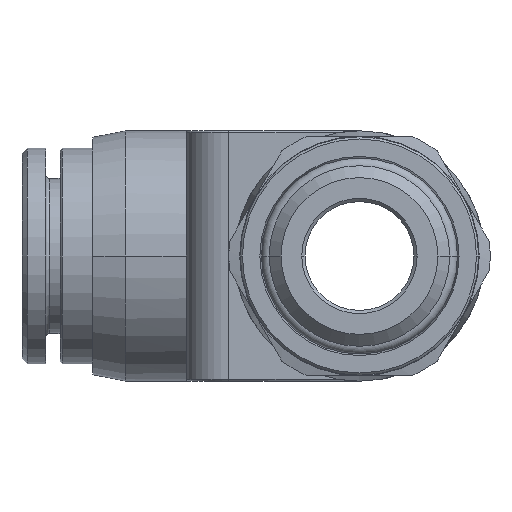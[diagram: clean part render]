
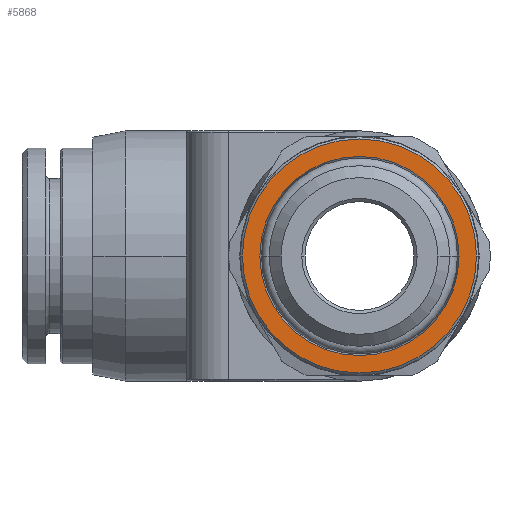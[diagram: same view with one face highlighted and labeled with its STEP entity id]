
A CAD part, front view. The second image highlights one B-rep face of the part: STEP entity #5868.
In plain terms, the highlighted planar face has unit normal (0, -1, 0).
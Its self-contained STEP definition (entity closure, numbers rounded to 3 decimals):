
#1550=CARTESIAN_POINT('',(0.,-30.5,0.));
#1551=DIRECTION('',(0.,1.,0.));
#1552=DIRECTION('',(1.,0.,0.));
#1553=AXIS2_PLACEMENT_3D('',#1550,#1551,#1552);
#1555=CARTESIAN_POINT('',(0.,-30.5,0.));
#1556=DIRECTION('',(0.,1.,0.));
#1557=DIRECTION('',(-1.,0.,0.));
#1558=AXIS2_PLACEMENT_3D('',#1555,#1556,#1557);
#1560=CARTESIAN_POINT('',(0.,-30.5,0.));
#1561=DIRECTION('',(0.,-1.,0.));
#1562=DIRECTION('',(1.,0.,0.));
#1563=AXIS2_PLACEMENT_3D('',#1560,#1561,#1562);
#1565=CARTESIAN_POINT('',(0.,-30.5,0.));
#1566=DIRECTION('',(0.,-1.,0.));
#1567=DIRECTION('',(-1.,0.,0.));
#1568=AXIS2_PLACEMENT_3D('',#1565,#1566,#1567);
#3602=CARTESIAN_POINT('',(-9.15,-30.5,0.));
#3603=VERTEX_POINT('',#3602);
#3606=CARTESIAN_POINT('',(9.15,-30.5,0.));
#3607=VERTEX_POINT('',#3606);
#3608=CARTESIAN_POINT('',(10.75,-30.5,0.));
#3609=CARTESIAN_POINT('',(-10.75,-30.5,0.));
#3610=VERTEX_POINT('',#3608);
#3611=VERTEX_POINT('',#3609);
#5853=CARTESIAN_POINT('',(0.,-30.5,0.));
#5854=DIRECTION('',(0.,-1.,0.));
#5855=DIRECTION('',(-1.,0.,0.));
#5856=AXIS2_PLACEMENT_3D('',#5853,#5854,#5855);
#5857=PLANE('',#5856);
#5859=ORIENTED_EDGE('',*,*,#5858,.F.);
#5861=ORIENTED_EDGE('',*,*,#5860,.F.);
#5862=EDGE_LOOP('',(#5859,#5861));
#5863=FACE_OUTER_BOUND('',#5862,.F.);
#5864=ORIENTED_EDGE('',*,*,#5848,.F.);
#5865=ORIENTED_EDGE('',*,*,#5832,.F.);
#5866=EDGE_LOOP('',(#5864,#5865));
#5867=FACE_BOUND('',#5866,.F.);
#5868=ADVANCED_FACE('',(#5863,#5867),#5857,.T.);
#1554=CIRCLE('',#1553,9.15);
#1559=CIRCLE('',#1558,9.15);
#1564=CIRCLE('',#1563,10.75);
#1569=CIRCLE('',#1568,10.75);
#5832=EDGE_CURVE('',#3603,#3607,#1559,.T.);
#5848=EDGE_CURVE('',#3607,#3603,#1554,.T.);
#5858=EDGE_CURVE('',#3610,#3611,#1564,.T.);
#5860=EDGE_CURVE('',#3611,#3610,#1569,.T.);
